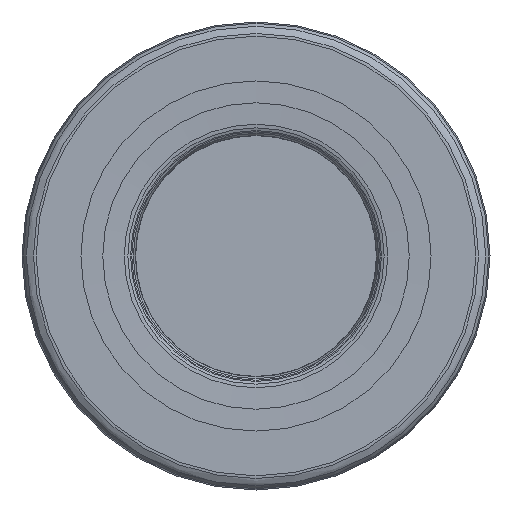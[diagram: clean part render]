
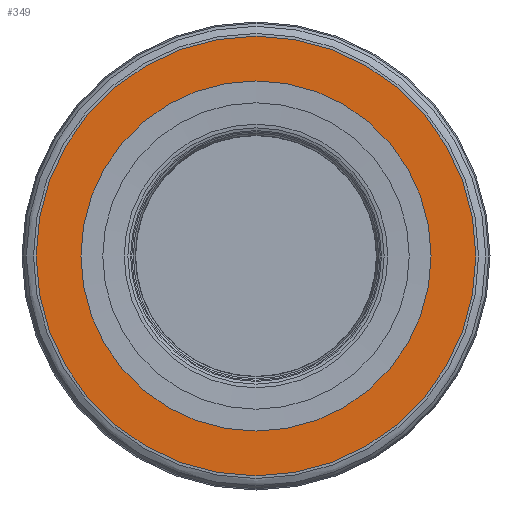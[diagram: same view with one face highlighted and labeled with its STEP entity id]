
A CAD part, left-side view. The second image highlights one B-rep face of the part: STEP entity #349.
In plain terms, the highlighted face is a revolution surface.
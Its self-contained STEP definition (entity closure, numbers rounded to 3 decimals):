
#50=SURFACE_OF_REVOLUTION('',#101,#76);
#76=AXIS1_PLACEMENT('',#1123,#867);
#101=B_SPLINE_CURVE_WITH_KNOTS('',3,(#1119,#1120,#1121,#1122),
 .UNSPECIFIED.,.F.,.F.,(4,4),(0.,1.),.UNSPECIFIED.);
#304=FACE_BOUND('',#439,.T.);
#305=FACE_BOUND('',#440,.T.);
#349=ADVANCED_FACE('',(#304,#305),#50,.T.);
#439=EDGE_LOOP('',(#525));
#440=EDGE_LOOP('',(#526));
#525=ORIENTED_EDGE('',*,*,#582,.F.);
#526=ORIENTED_EDGE('',*,*,#612,.T.);
#539=VERTEX_POINT('',#906);
#569=VERTEX_POINT('',#1113);
#582=EDGE_CURVE('',#539,#539,#625,.T.);
#612=EDGE_CURVE('',#569,#569,#655,.T.);
#625=CIRCLE('',#681,11.742);
#655=CIRCLE('',#717,9.353);
#681=AXIS2_PLACEMENT_3D('',#905,#768,#769);
#717=AXIS2_PLACEMENT_3D('',#1112,#864,#865);
#768=DIRECTION('',(1.,0.,0.));
#769=DIRECTION('',(0.,0.,-1.));
#864=DIRECTION('',(1.,0.,0.));
#865=DIRECTION('',(0.,0.,-1.));
#867=DIRECTION('',(1.,0.,0.));
#905=CARTESIAN_POINT('',(0.,0.,0.));
#906=CARTESIAN_POINT('',(0.,0.,-11.742));
#1112=CARTESIAN_POINT('',(0.003,0.,0.));
#1113=CARTESIAN_POINT('',(0.003,0.,-9.353));
#1119=CARTESIAN_POINT('',(0.003,-9.353,0.));
#1120=CARTESIAN_POINT('',(0.002,-10.149,0.));
#1121=CARTESIAN_POINT('',(0.001,-10.945,0.));
#1122=CARTESIAN_POINT('',(0.,-11.742,0.));
#1123=CARTESIAN_POINT('',(0.,0.,0.));
